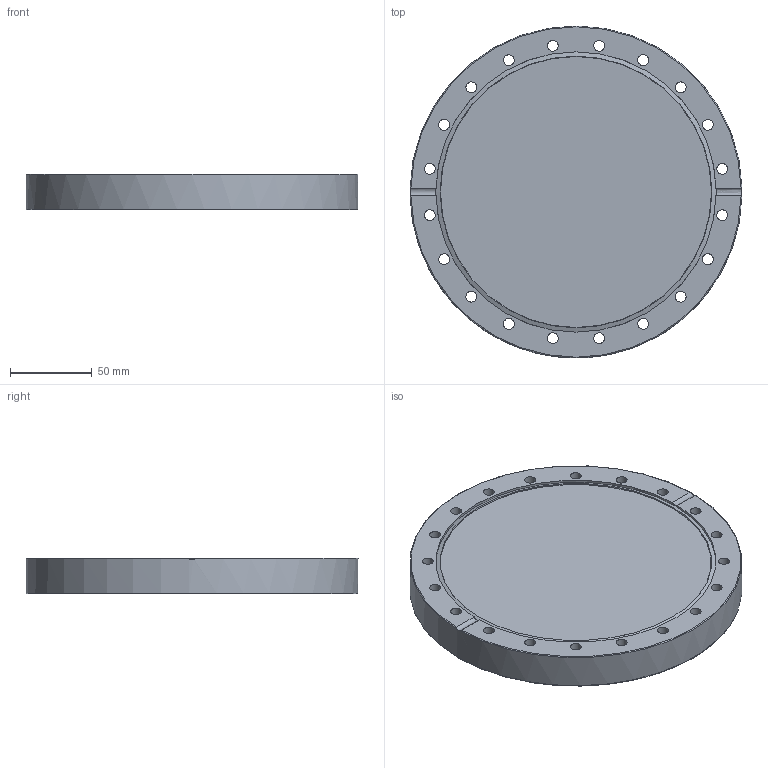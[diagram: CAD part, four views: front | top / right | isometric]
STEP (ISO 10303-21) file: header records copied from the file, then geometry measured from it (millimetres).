
FILE_DESCRIPTION((''),'2;1');
FILE_NAME('F150T-316LNS.stp','2009-03-12T16:49:22',('hasers'),(''),'Autodesk Inventor 2008','Autodesk Inventor 2008','');
FILE_SCHEMA(('AUTOMOTIVE_DESIGN { 1 0 10303 214 1 1 1 1 }'));
Length unit declared in the file: millimetre
Products named in the file (2): F150T-316LNS; CF-07 [Keywords [Summary]=1.4429][Company [Summary]=Vacom][Title [Summary]=F150T]
Assembly tree (1 placements, depth 2):
  F150T-316LNS
    CF-07 [Keywords [Summary]=1.4429][Company [Summary]=Vacom][Title [Summary]=F150T]
Bounding box: 203 x 203 x 22 mm (x, y, z)
Volume: 669103.2 mm3; surface area: 87444.3 mm2
Topology: 1 solids, 1 shells, 33 faces, 110 edges, 79 vertices
Faces by surface type: bspline 21, plane 4, cylinder 3, torus 3, cone 2
Full cylindrical faces by diameter (mm): 171.4 x1, 203 x1
Entity records: 1430 total; most frequent: CARTESIAN_POINT 626, DIRECTION 136, ORIENTED_EDGE 126, EDGE_LOOP 98, AXIS2_PLACEMENT_3D 66, FACE_BOUND 65, EDGE_CURVE 63, VERTEX_POINT 57
